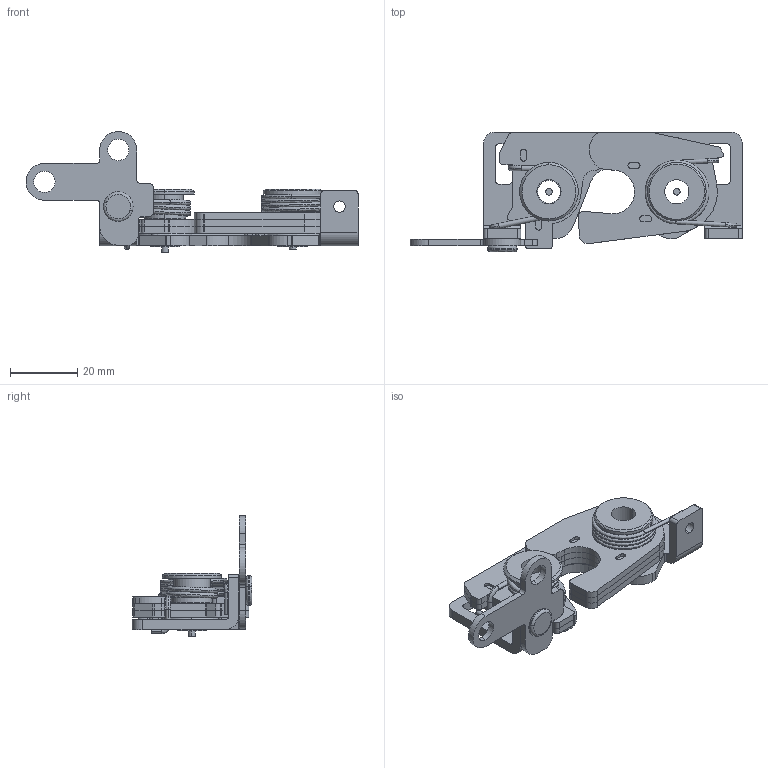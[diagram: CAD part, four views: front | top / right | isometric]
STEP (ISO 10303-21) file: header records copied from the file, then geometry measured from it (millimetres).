
FILE_DESCRIPTION (( 'STEP AP214' ), '1' );
FILE_NAME ('2810.3.1.001.STEP', '2019-01-24T07:50:00', ( '' ), ( '' ), 'SwSTEP 2.0', 'SolidWorks 2018', '' );
FILE_SCHEMA (( 'AUTOMOTIVE_DESIGN' ));
Length unit declared in the file: millimetre
Products named in the file (15): 4; 9; 12; 8; 1; 2810.3.1.001; 10; 14; 5; 11; 6; 3; 2; 7; 13
Assembly tree (14 placements, depth 2):
  2810.3.1.001
    1
    2
    3
    4
    5
    6
    7
    8
    9
    10
    11
    12
    13
    14
Bounding box: 98.98 x 35.69 x 36.08 mm (x, y, z)
Volume: 17589.6 mm3; surface area: 20925.6 mm2
Topology: 14 solids, 14 shells, 500 faces, 1303 edges, 866 vertices
Faces by surface type: cylinder 263, plane 198, bspline 29, cone 6, torus 4
Entity records: 19383 total; most frequent: CARTESIAN_POINT 5960, DIRECTION 2842, ORIENTED_EDGE 2606, EDGE_CURVE 1303, AXIS2_PLACEMENT_3D 1082, VERTEX_POINT 866, LINE 678, VECTOR 678
